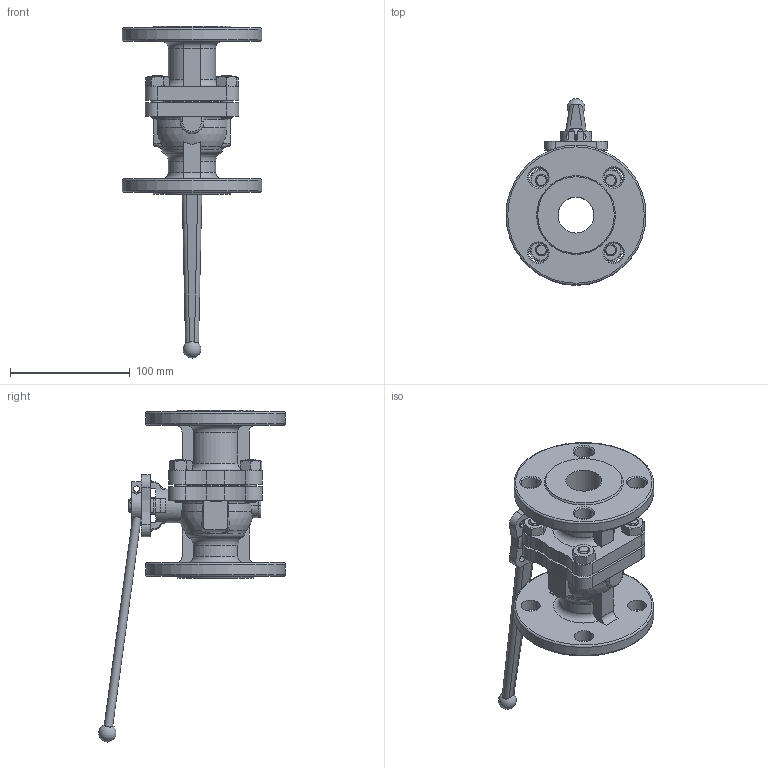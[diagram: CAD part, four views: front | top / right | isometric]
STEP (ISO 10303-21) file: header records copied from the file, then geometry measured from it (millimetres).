
FILE_DESCRIPTION(/* description */ ('STEP AP214'),/* implementation_level */ '2;1');
FILE_NAME(/* name */ '8097470_VZBF-11_4-P1-20-D-2-F0405-M-V15V15',/* time_stamp */ '2024-09-18T02:27:50+02:00',/* author */ ('License CC BY-ND 4.0'),/* organization */ ('CADENAS'),/* preprocessor_version */ 'ST-DEVELOPER v19.3',/* originating_system */ 'PARTsolutions',/* authorisation */ ' ');
FILE_SCHEMA (('AUTOMOTIVE_DESIGN {1 0 10303 214 3 1 1}'));
Length unit declared in the file: millimetre
Products named in the file (3): 8097470 VZBF-11/4-P1-20-D-2-F0405-M-V15V15; 4810854 VZBF-11/4-P1-20-D-2-F0405-V15V15; 4895983 VAOH-F9-11-H9-A
Assembly tree (2 placements, depth 2):
  8097470 VZBF-11/4-P1-20-D-2-F0405-M-V15V15
    4810854 VZBF-11/4-P1-20-D-2-F0405-V15V15
    4895983 VAOH-F9-11-H9-A
Bounding box: 117 x 156.3 x 277.5 mm (x, y, z)
Volume: 508866.2 mm3; surface area: 118445.7 mm2
Topology: 2 solids, 2 shells, 376 faces, 1004 edges, 648 vertices
Faces by surface type: plane 155, cylinder 113, cone 72, torus 33, sphere 3
Full cylindrical faces by diameter (mm): 5.2 x2, 7 x1, 10 x12, 11 x4, 16 x8, 28.6 x1, 30 x1, 30.5 x1, 117 x2
Entity records: 11770 total; most frequent: CARTESIAN_POINT 2611, DIRECTION 1868, ORIENTED_EDGE 1854, EDGE_CURVE 927, AXIS2_PLACEMENT_3D 744, VERTEX_POINT 630, EDGE_LOOP 501, FACE_BOUND 501
